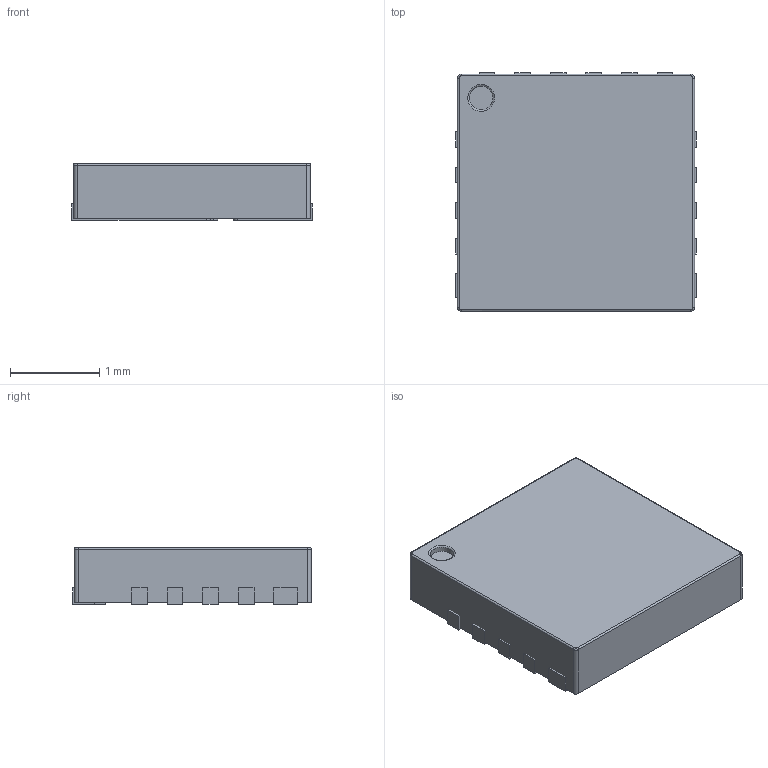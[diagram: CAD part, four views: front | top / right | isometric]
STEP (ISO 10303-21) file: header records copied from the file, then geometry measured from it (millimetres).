
FILE_DESCRIPTION(('FreeCAD Model'),'2;1');
FILE_NAME('Open CASCADE Shape Model','2025-04-28T07:13:03',('FreeCAD'),( 'FreeCAD'),'Open CASCADE STEP processor 7.6','FreeCAD','Unknown');
FILE_SCHEMA(('AUTOMOTIVE_DESIGN { 1 0 10303 214 1 1 1 1 }'));
Length unit declared in the file: millimetre
Products named in the file (1): Open CASCADE STEP translator 7.6 1
Bounding box: 2.7 x 2.68 x 0.64 mm (x, y, z)
Surface area: 32.6 mm2
Topology: 17 solids, 17 shells, 148 faces, 330 edges, 217 vertices
Faces by surface type: bspline 148
Entity records: 3746 total; most frequent: CARTESIAN_POINT 1697, ORIENTED_EDGE 660, EDGE_CURVE 330, B_SPLINE_CURVE_WITH_KNOTS 244, VERTEX_POINT 217, FACE_BOUND 149, EDGE_LOOP 149, ADVANCED_FACE 148
